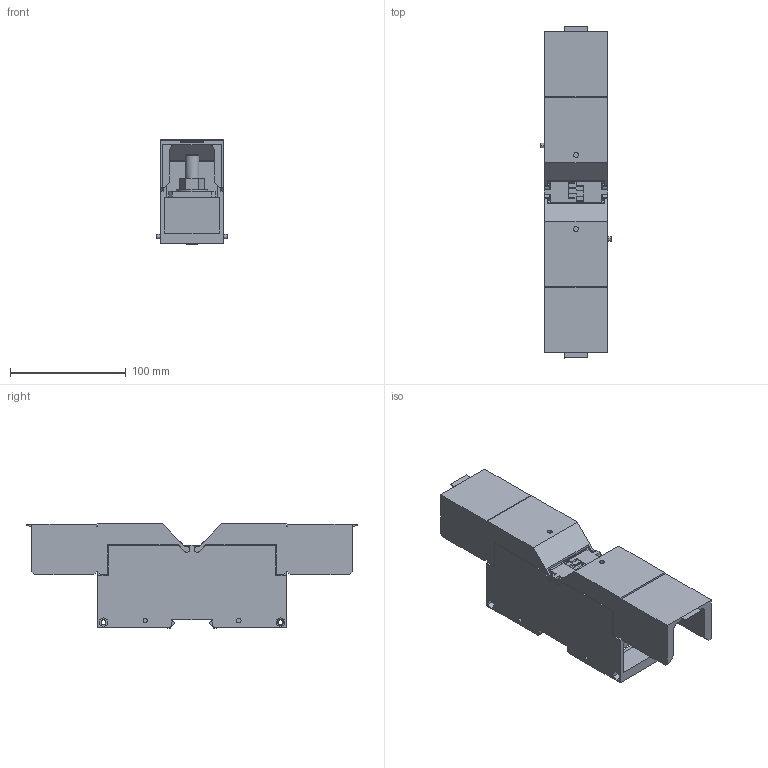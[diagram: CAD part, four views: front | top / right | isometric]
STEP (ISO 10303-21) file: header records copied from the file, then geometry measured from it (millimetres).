
FILE_DESCRIPTION(('CATIA V5R24 STEP','CAx-IF Rec.Pracs.--- Model Styling and Organization---1.2---2011-12-15'),'2;1');
FILE_NAME ('D1447764_0', '2017-04-24T11:29:46+00:00', ('Weidmueller Interface'), ('Weidmueller'), 'CATIA Version 5-6 Release 2014 SP4 HF52', 'CATIA V5 STEP AP214', 'none');
FILE_SCHEMA(('AUTOMOTIVE_DESIGN { 1 0 10303 214 1 1 1 1 }'));
Length unit declared in the file: millimetre
Products named in the file (1): v5-standard_part
Bounding box: 61.1 x 287 x 90.08 mm (x, y, z)
Volume: 385211.2 mm3; surface area: 138878 mm2
Topology: 5 solids, 5 shells, 393 faces, 1106 edges, 736 vertices
Faces by surface type: plane 305, cylinder 84, cone 4
Entity records: 12731 total; most frequent: CARTESIAN_POINT 2547, ORIENTED_EDGE 2212, DIRECTION 1865, EDGE_CURVE 1106, VECTOR 914, LINE 914, VERTEX_POINT 736, AXIS2_PLACEMENT_3D 560
